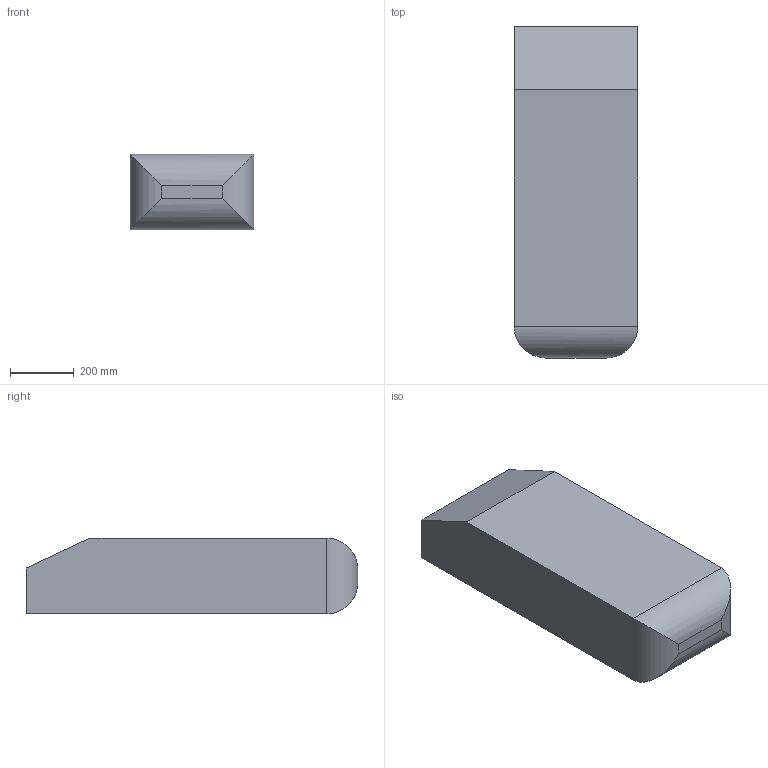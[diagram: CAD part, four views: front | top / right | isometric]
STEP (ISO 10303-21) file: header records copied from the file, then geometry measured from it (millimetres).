
FILE_DESCRIPTION(/* description */ (''),/* implementation_level */ '2;1');
FILE_NAME(/* name */ 'Ahmed_Body.stp',/* time_stamp */ '2020-10-19T12:59:38+02:00',/* author */ (''),/* organization */ (''),/* preprocessor_version */ 'ST-DEVELOPER v16',/* originating_system */ 'SIEMENS PLM Software NX 10.0',/* authorisation */ '');
FILE_SCHEMA (('AUTOMOTIVE_DESIGN { 1 0 10303 214 3 1 1 1 }'));
Length unit declared in the file: millimetre
Products named in the file (1): Ahmed_Body
Bounding box: 389 x 1044 x 238 mm (x, y, z)
Volume: 90676431.3 mm3; surface area: 1387571.9 mm2
Topology: 1 solids, 1 shells, 11 faces, 30 edges, 31 vertices
Faces by surface type: plane 7, cylinder 4
Entity records: 398 total; most frequent: CARTESIAN_POINT 59, DIRECTION 58, ORIENTED_EDGE 46, LINE 26, VECTOR 26, EDGE_CURVE 23, AXIS2_PLACEMENT_3D 16, VERTEX_POINT 14
